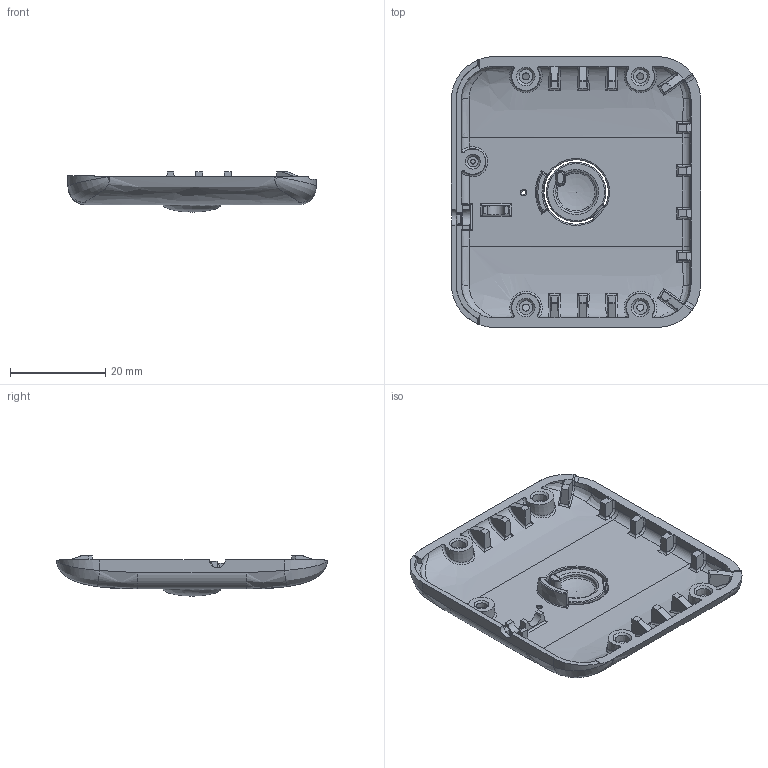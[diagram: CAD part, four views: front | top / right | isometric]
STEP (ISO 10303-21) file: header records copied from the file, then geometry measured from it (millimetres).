
FILE_DESCRIPTION(/* description */ (''),/* implementation_level */ '2;1');
FILE_NAME(/* name */ '0673-B005 PCB Enclosure Top.step',/* time_stamp */ '2021-04-16T14:22:43+01:00',/* author */ (''),/* organization */ (''),/* preprocessor_version */ 'ST-DEVELOPER v18.1',/* originating_system */ 'Autodesk Translation Framework v10.6.0.1341',/* authorisation */ '');
FILE_SCHEMA (('AUTOMOTIVE_DESIGN { 1 0 10303 214 3 1 1 }'));
Length unit declared in the file: millimetre
Products named in the file (1): Top
Bounding box: 52.23 x 56.73 x 8.4 mm (x, y, z)
Volume: 6866.5 mm3; surface area: 7603.1 mm2
Topology: 1 solids, 1 shells, 366 faces, 956 edges, 596 vertices
Faces by surface type: plane 114, bspline 109, cylinder 69, cone 50, torus 20, sphere 4
Entity records: 17272 total; most frequent: CARTESIAN_POINT 9120, ORIENTED_EDGE 1896, DIRECTION 1384, EDGE_CURVE 948, VERTEX_POINT 596, AXIS2_PLACEMENT_3D 518, EDGE_LOOP 382, FACE_OUTER_BOUND 366
